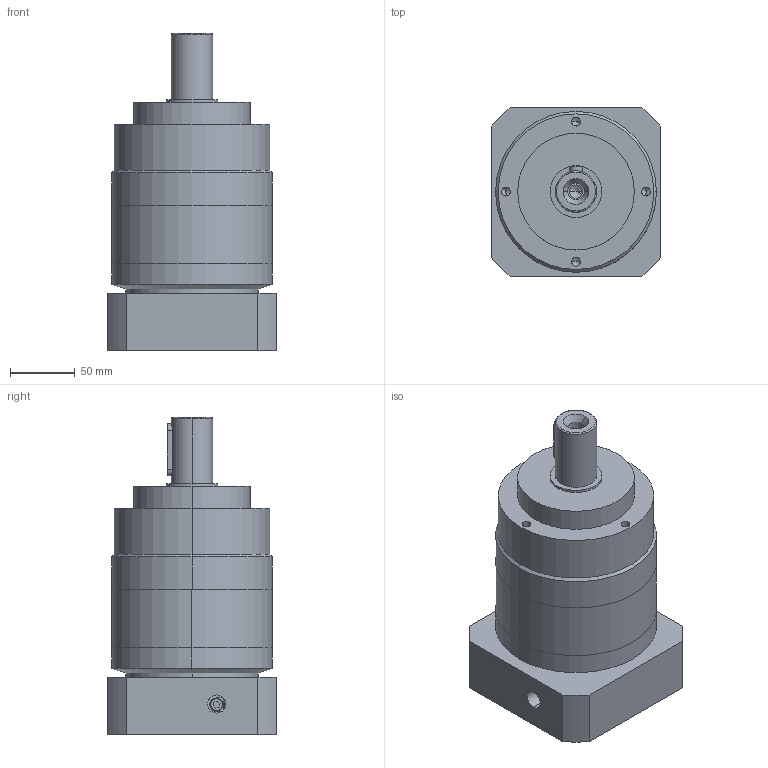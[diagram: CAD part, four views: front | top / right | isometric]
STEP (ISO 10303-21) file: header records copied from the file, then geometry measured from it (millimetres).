
FILE_DESCRIPTION (( 'STEP AP203' ), '1' );
FILE_NAME ('GPE120-L2-(22-110-145-M8).STEP', '2022-05-25T06:00:54', ( '微软用户' ), ( '微软中国' ), 'SwSTEP 2.0', 'SolidWorks 2018', '' );
FILE_SCHEMA (( 'CONFIG_CONTROL_DESIGN' ));
Length unit declared in the file: millimetre
Products named in the file (1): GPE120-L2-(22-110-145-M8)
Bounding box: 130 x 130 x 244.5 mm (x, y, z)
Volume: 2073388.9 mm3; surface area: 201118.6 mm2
Topology: 6 solids, 6 shells, 178 faces, 414 edges, 253 vertices
Faces by surface type: cylinder 82, plane 62, cone 28, torus 6
Entity records: 5451 total; most frequent: CARTESIAN_POINT 1265, DIRECTION 914, ORIENTED_EDGE 792, EDGE_CURVE 396, AXIS2_PLACEMENT_3D 352, VERTEX_POINT 253, EDGE_LOOP 213, VECTOR 210
